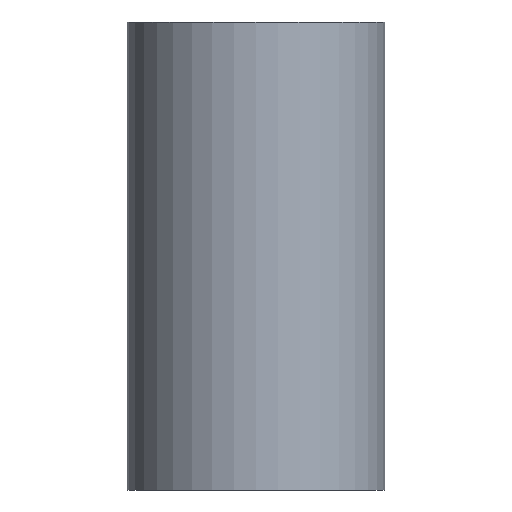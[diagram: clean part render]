
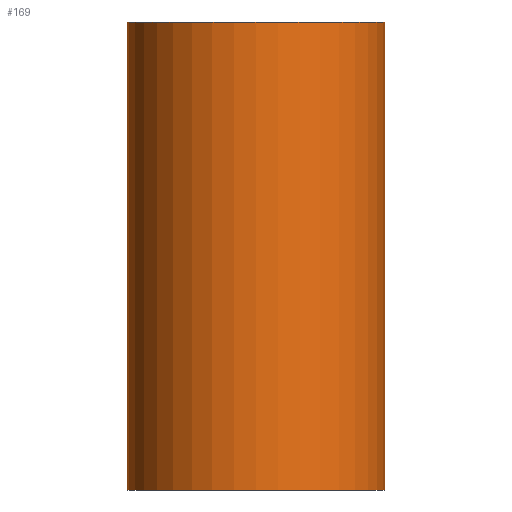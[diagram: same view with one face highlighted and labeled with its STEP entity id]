
A CAD part, left-side view. The second image highlights one B-rep face of the part: STEP entity #169.
In plain terms, the highlighted cylindrical face has radius 54.5 mm (diameter 109 mm), a full revolution.
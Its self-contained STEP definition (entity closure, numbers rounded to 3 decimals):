
#22=FACE_BOUND($,#58,.T.);
#23=FACE_BOUND($,#59,.T.);
#38=B_SPLINE_CURVE_WITH_KNOTS($,3,(#343,#344,#345,#346,#347,#348,#349,#350,
#351,#352,#353,#354,#355,#356,#357,#358,#359,#360),.UNSPECIFIED.,.F.,.F.,
(4,2,2,2,2,2,2,2,4),(14.861,15.809,16.757,
17.706,18.654,19.563,20.473,21.382,
22.291),.UNSPECIFIED.);
#39=B_SPLINE_CURVE_WITH_KNOTS($,3,(#362,#363,#364,#365,#366,#367,#368,#369,
#370,#371,#372,#373,#374,#375,#376,#377,#378,#379),.UNSPECIFIED.,.F.,.F.,
(4,2,2,2,2,2,2,2,4),(-14.861,-13.912,-12.964,
-12.016,-11.067,-10.158,-9.249,
-8.34,-7.43),.UNSPECIFIED.);
#40=B_SPLINE_CURVE_WITH_KNOTS($,3,(#381,#382,#383,#384,#385,#386,#387,#388,
#389,#390,#391,#392,#393,#394,#395,#396,#397,#398),.UNSPECIFIED.,.F.,.F.,
(4,2,2,2,2,2,2,2,4),(22.291,23.2,24.11,
25.019,25.928,26.877,27.825,28.773,
29.721),.UNSPECIFIED.);
#41=B_SPLINE_CURVE_WITH_KNOTS($,3,(#399,#400,#401,#402,#403,#404,#405,#406,
#407,#408,#409,#410,#411,#412,#413,#414,#415,#416),.UNSPECIFIED.,.F.,.F.,
(4,2,2,2,2,2,2,2,4),(-7.43,-6.521,-5.612,
-4.703,-3.793,-2.845,-1.897,
-0.948,0.),.UNSPECIFIED.);
#44=FACE_OUTER_BOUND($,#57,.T.);
#57=EDGE_LOOP($,(#131));
#58=EDGE_LOOP($,(#132));
#59=EDGE_LOOP($,(#133,#134,#135,#136));
#83=CIRCLE($,#189,54.5);
#84=CIRCLE($,#190,54.5);
#96=VERTEX_POINT($,#337);
#97=VERTEX_POINT($,#339);
#98=VERTEX_POINT($,#341);
#99=VERTEX_POINT($,#342);
#100=VERTEX_POINT($,#361);
#101=VERTEX_POINT($,#380);
#113=EDGE_CURVE($,#96,#96,#83,.T.);
#114=EDGE_CURVE($,#97,#97,#84,.T.);
#115=EDGE_CURVE($,#98,#99,#38,.T.);
#116=EDGE_CURVE($,#98,#100,#39,.T.);
#117=EDGE_CURVE($,#100,#101,#40,.T.);
#118=EDGE_CURVE($,#99,#101,#41,.T.);
#131=ORIENTED_EDGE($,*,*,#113,.F.);
#132=ORIENTED_EDGE($,*,*,#114,.T.);
#133=ORIENTED_EDGE($,*,*,#115,.F.);
#134=ORIENTED_EDGE($,*,*,#116,.T.);
#135=ORIENTED_EDGE($,*,*,#117,.T.);
#136=ORIENTED_EDGE($,*,*,#118,.F.);
#162=CYLINDRICAL_SURFACE($,#188,54.5);
#169=ADVANCED_FACE($,(#44,#22,#23),#162,.T.);
#188=AXIS2_PLACEMENT_3D($,#336,#220,#221);
#189=AXIS2_PLACEMENT_3D($,#338,#222,#223);
#190=AXIS2_PLACEMENT_3D($,#340,#224,#225);
#220=DIRECTION('center_axis',(0.,0.,1.));
#221=DIRECTION('ref_axis',(1.,0.,0.));
#222=DIRECTION('center_axis',(0.,0.,1.));
#223=DIRECTION('ref_axis',(1.,0.,0.));
#224=DIRECTION('center_axis',(0.,0.,1.));
#225=DIRECTION('ref_axis',(1.,0.,0.));
#336=CARTESIAN_POINT('Origin',(0.,0.,0.));
#337=CARTESIAN_POINT('',(-54.5,0.,198.));
#338=CARTESIAN_POINT('Origin',(0.,0.,198.));
#339=CARTESIAN_POINT('',(54.5,0.,0.));
#340=CARTESIAN_POINT('Origin',(0.,0.,0.));
#341=CARTESIAN_POINT('',(30.,-45.5,99.));
#342=CARTESIAN_POINT('',(54.5,0.,53.5));
#343=CARTESIAN_POINT('Ctrl Pts',(30.,-45.5,99.));
#344=CARTESIAN_POINT('Ctrl Pts',(30.,-45.5,95.839));
#345=CARTESIAN_POINT('Ctrl Pts',(30.512,-45.171,92.744));
#346=CARTESIAN_POINT('Ctrl Pts',(32.268,-43.934,86.778));
#347=CARTESIAN_POINT('Ctrl Pts',(33.502,-43.025,83.904));
#348=CARTESIAN_POINT('Ctrl Pts',(36.294,-40.698,78.439));
#349=CARTESIAN_POINT('Ctrl Pts',(37.851,-39.277,75.847));
#350=CARTESIAN_POINT('Ctrl Pts',(40.973,-36.008,71.033));
#351=CARTESIAN_POINT('Ctrl Pts',(42.538,-34.159,68.812));
#352=CARTESIAN_POINT('Ctrl Pts',(45.382,-30.27,64.923));
#353=CARTESIAN_POINT('Ctrl Pts',(46.777,-28.1,63.096));
#354=CARTESIAN_POINT('Ctrl Pts',(49.342,-23.303,59.813));
#355=CARTESIAN_POINT('Ctrl Pts',(50.512,-20.676,58.356));
#356=CARTESIAN_POINT('Ctrl Pts',(52.449,-15.103,55.973));
#357=CARTESIAN_POINT('Ctrl Pts',(53.216,-12.151,55.044));
#358=CARTESIAN_POINT('Ctrl Pts',(54.242,-6.115,53.808));
#359=CARTESIAN_POINT('Ctrl Pts',(54.5,-3.031,53.5));
#360=CARTESIAN_POINT('Ctrl Pts',(54.5,0.,53.5));
#361=CARTESIAN_POINT('',(54.5,0.,144.5));
#362=CARTESIAN_POINT('Ctrl Pts',(30.,-45.5,99.));
#363=CARTESIAN_POINT('Ctrl Pts',(30.,-45.5,102.161));
#364=CARTESIAN_POINT('Ctrl Pts',(30.512,-45.171,105.256));
#365=CARTESIAN_POINT('Ctrl Pts',(32.268,-43.934,111.222));
#366=CARTESIAN_POINT('Ctrl Pts',(33.502,-43.025,114.096));
#367=CARTESIAN_POINT('Ctrl Pts',(36.294,-40.698,119.561));
#368=CARTESIAN_POINT('Ctrl Pts',(37.851,-39.277,122.153));
#369=CARTESIAN_POINT('Ctrl Pts',(40.973,-36.008,126.967));
#370=CARTESIAN_POINT('Ctrl Pts',(42.538,-34.159,129.188));
#371=CARTESIAN_POINT('Ctrl Pts',(45.382,-30.27,133.077));
#372=CARTESIAN_POINT('Ctrl Pts',(46.777,-28.1,134.904));
#373=CARTESIAN_POINT('Ctrl Pts',(49.342,-23.303,138.187));
#374=CARTESIAN_POINT('Ctrl Pts',(50.512,-20.676,139.644));
#375=CARTESIAN_POINT('Ctrl Pts',(52.449,-15.103,142.027));
#376=CARTESIAN_POINT('Ctrl Pts',(53.216,-12.151,142.956));
#377=CARTESIAN_POINT('Ctrl Pts',(54.242,-6.115,144.192));
#378=CARTESIAN_POINT('Ctrl Pts',(54.5,-3.031,144.5));
#379=CARTESIAN_POINT('Ctrl Pts',(54.5,0.,144.5));
#380=CARTESIAN_POINT('',(30.,45.5,99.));
#381=CARTESIAN_POINT('Ctrl Pts',(54.5,0.,144.5));
#382=CARTESIAN_POINT('Ctrl Pts',(54.5,3.031,144.5));
#383=CARTESIAN_POINT('Ctrl Pts',(54.242,6.115,144.192));
#384=CARTESIAN_POINT('Ctrl Pts',(53.216,12.151,142.956));
#385=CARTESIAN_POINT('Ctrl Pts',(52.449,15.103,142.027));
#386=CARTESIAN_POINT('Ctrl Pts',(50.512,20.676,139.644));
#387=CARTESIAN_POINT('Ctrl Pts',(49.342,23.303,138.187));
#388=CARTESIAN_POINT('Ctrl Pts',(46.777,28.1,134.904));
#389=CARTESIAN_POINT('Ctrl Pts',(45.382,30.27,133.077));
#390=CARTESIAN_POINT('Ctrl Pts',(42.538,34.159,129.188));
#391=CARTESIAN_POINT('Ctrl Pts',(40.973,36.008,126.967));
#392=CARTESIAN_POINT('Ctrl Pts',(37.851,39.277,122.153));
#393=CARTESIAN_POINT('Ctrl Pts',(36.294,40.698,119.561));
#394=CARTESIAN_POINT('Ctrl Pts',(33.502,43.025,114.096));
#395=CARTESIAN_POINT('Ctrl Pts',(32.268,43.934,111.222));
#396=CARTESIAN_POINT('Ctrl Pts',(30.512,45.171,105.256));
#397=CARTESIAN_POINT('Ctrl Pts',(30.,45.5,102.161));
#398=CARTESIAN_POINT('Ctrl Pts',(30.,45.5,99.));
#399=CARTESIAN_POINT('Ctrl Pts',(54.5,0.,53.5));
#400=CARTESIAN_POINT('Ctrl Pts',(54.5,3.031,53.5));
#401=CARTESIAN_POINT('Ctrl Pts',(54.242,6.115,53.808));
#402=CARTESIAN_POINT('Ctrl Pts',(53.216,12.151,55.044));
#403=CARTESIAN_POINT('Ctrl Pts',(52.449,15.103,55.973));
#404=CARTESIAN_POINT('Ctrl Pts',(50.512,20.676,58.356));
#405=CARTESIAN_POINT('Ctrl Pts',(49.342,23.303,59.813));
#406=CARTESIAN_POINT('Ctrl Pts',(46.777,28.1,63.096));
#407=CARTESIAN_POINT('Ctrl Pts',(45.382,30.27,64.923));
#408=CARTESIAN_POINT('Ctrl Pts',(42.538,34.159,68.812));
#409=CARTESIAN_POINT('Ctrl Pts',(40.973,36.008,71.033));
#410=CARTESIAN_POINT('Ctrl Pts',(37.851,39.277,75.847));
#411=CARTESIAN_POINT('Ctrl Pts',(36.294,40.698,78.439));
#412=CARTESIAN_POINT('Ctrl Pts',(33.502,43.025,83.904));
#413=CARTESIAN_POINT('Ctrl Pts',(32.268,43.934,86.778));
#414=CARTESIAN_POINT('Ctrl Pts',(30.512,45.171,92.744));
#415=CARTESIAN_POINT('Ctrl Pts',(30.,45.5,95.839));
#416=CARTESIAN_POINT('Ctrl Pts',(30.,45.5,99.));
